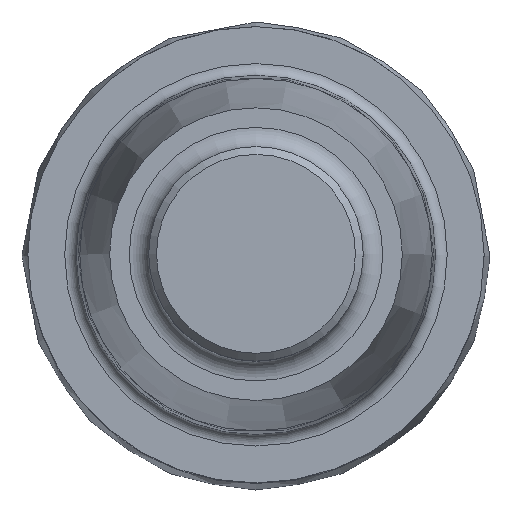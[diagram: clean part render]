
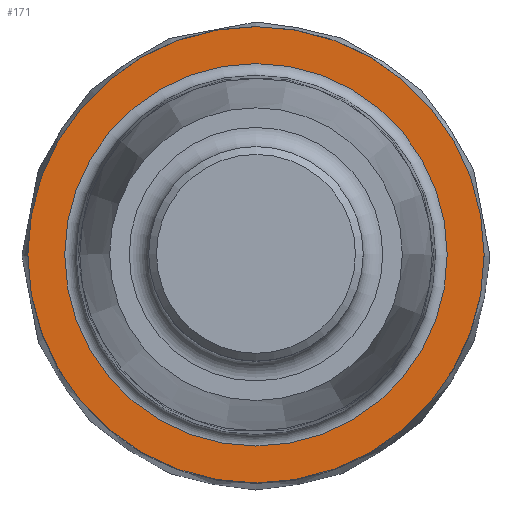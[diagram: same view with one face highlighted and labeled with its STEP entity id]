
A CAD part, top view. The second image highlights one B-rep face of the part: STEP entity #171.
In plain terms, the highlighted planar face has unit normal (0, 0, 1).
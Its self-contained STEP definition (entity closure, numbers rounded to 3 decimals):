
#142=PLANE('',#556);
#171=ADVANCED_FACE('',(#214,#215),#142,.F.);
#214=FACE_BOUND('',#248,.T.);
#215=FACE_BOUND('',#249,.T.);
#248=EDGE_LOOP('',(#306));
#249=EDGE_LOOP('',(#307));
#306=ORIENTED_EDGE('',*,*,#412,.T.);
#307=ORIENTED_EDGE('',*,*,#411,.F.);
#378=VERTEX_POINT('',#920);
#379=VERTEX_POINT('',#923);
#411=EDGE_CURVE('',#378,#378,#439,.T.);
#412=EDGE_CURVE('',#379,#379,#440,.T.);
#439=CIRCLE('',#553,5.85);
#440=CIRCLE('',#555,4.904);
#553=AXIS2_PLACEMENT_3D('',#919,#640,#641);
#555=AXIS2_PLACEMENT_3D('',#922,#644,#645);
#556=AXIS2_PLACEMENT_3D('',#924,#646,#647);
#640=DIRECTION('',(0.,0.,-1.));
#641=DIRECTION('',(-1.,0.,0.));
#644=DIRECTION('',(0.,0.,-1.));
#645=DIRECTION('',(-1.,0.,0.));
#646=DIRECTION('',(0.,0.,-1.));
#647=DIRECTION('',(-1.,0.,0.));
#919=CARTESIAN_POINT('',(0.,0.,0.));
#920=CARTESIAN_POINT('',(-5.85,0.,0.));
#922=CARTESIAN_POINT('',(0.,0.,0.));
#923=CARTESIAN_POINT('',(-4.904,0.,0.));
#924=CARTESIAN_POINT('',(-4.615,0.,0.));
